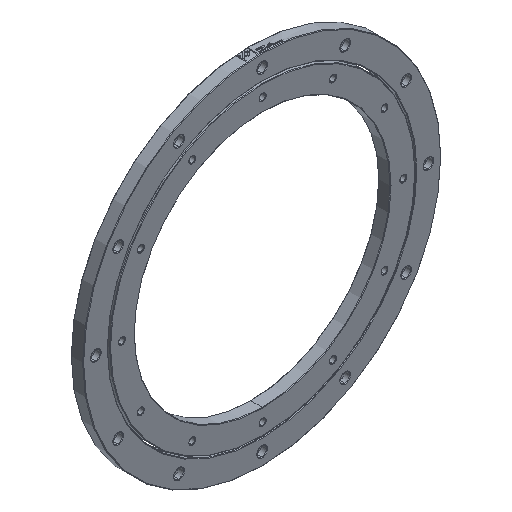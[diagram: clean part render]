
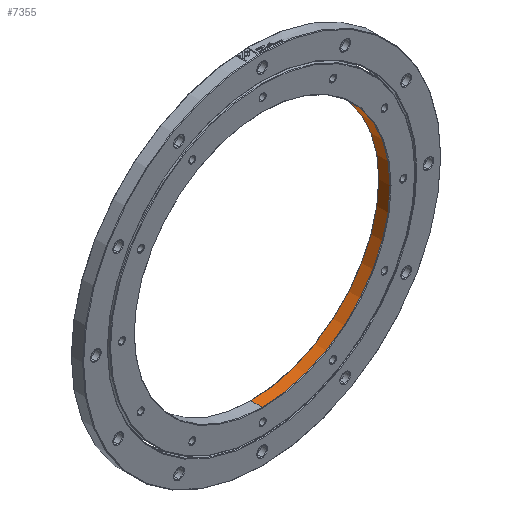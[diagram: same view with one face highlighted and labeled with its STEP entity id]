
A CAD part, isometric view. The second image highlights one B-rep face of the part: STEP entity #7355.
In plain terms, the highlighted cylindrical face has radius 125 mm (diameter 250 mm), a partial arc.
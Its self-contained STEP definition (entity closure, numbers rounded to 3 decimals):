
#5305=CYLINDRICAL_SURFACE('',#18182,125.);
#5683=LINE('',#22646,#6543);
#5684=LINE('',#22647,#6544);
#6543=VECTOR('',#19542,1.);
#6544=VECTOR('',#19543,1.);
#7355=ADVANCED_FACE('',(#8198),#5305,.F.);
#8198=FACE_OUTER_BOUND('',#9014,.T.);
#9014=EDGE_LOOP('',(#10202,#10203,#10204,#10205));
#10202=ORIENTED_EDGE('',*,*,#15598,.T.);
#10203=ORIENTED_EDGE('',*,*,#15628,.T.);
#10204=ORIENTED_EDGE('',*,*,#15599,.F.);
#10205=ORIENTED_EDGE('',*,*,#15629,.T.);
#14198=VERTEX_POINT('',#22579);
#14199=VERTEX_POINT('',#22580);
#14202=VERTEX_POINT('',#22588);
#14203=VERTEX_POINT('',#22589);
#15598=EDGE_CURVE('',#14202,#14199,#5683,.T.);
#15599=EDGE_CURVE('',#14203,#14198,#5684,.T.);
#15628=EDGE_CURVE('',#14199,#14198,#17588,.T.);
#15629=EDGE_CURVE('',#14203,#14202,#17589,.T.);
#17588=CIRCLE('',#18180,125.);
#17589=CIRCLE('',#18181,125.);
#18180=AXIS2_PLACEMENT_3D('',#22679,#19606,#19607);
#18181=AXIS2_PLACEMENT_3D('',#22680,#19608,#19609);
#18182=AXIS2_PLACEMENT_3D('',#22681,#19610,#19611);
#19542=DIRECTION('',(0.,1.,0.));
#19543=DIRECTION('',(0.,1.,0.));
#19606=DIRECTION('',(0.,1.,0.));
#19607=DIRECTION('',(0.,0.,-1.));
#19608=DIRECTION('',(0.,-1.,0.));
#19609=DIRECTION('',(0.,0.,1.));
#19610=DIRECTION('',(0.,-1.,0.));
#19611=DIRECTION('',(0.,0.,-1.));
#22579=CARTESIAN_POINT('',(0.,11.5,-125.));
#22580=CARTESIAN_POINT('',(0.,11.5,125.));
#22588=CARTESIAN_POINT('',(0.,0.5,125.));
#22589=CARTESIAN_POINT('',(0.,0.5,-125.));
#22646=CARTESIAN_POINT('',(0.,0.,125.));
#22647=CARTESIAN_POINT('',(0.,0.,-125.));
#22679=CARTESIAN_POINT('',(0.,11.5,0.));
#22680=CARTESIAN_POINT('',(0.,0.5,0.));
#22681=CARTESIAN_POINT('',(0.,0.,0.));
